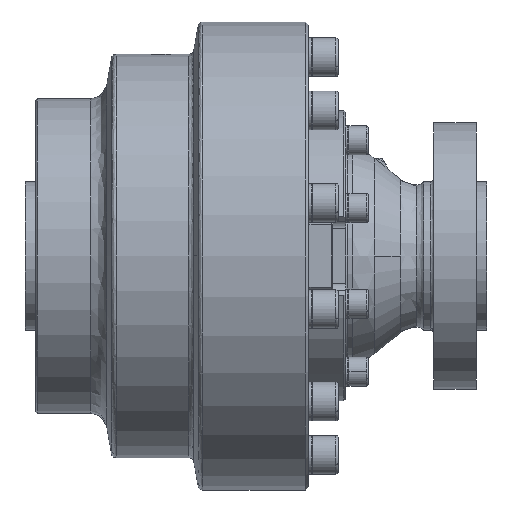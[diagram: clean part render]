
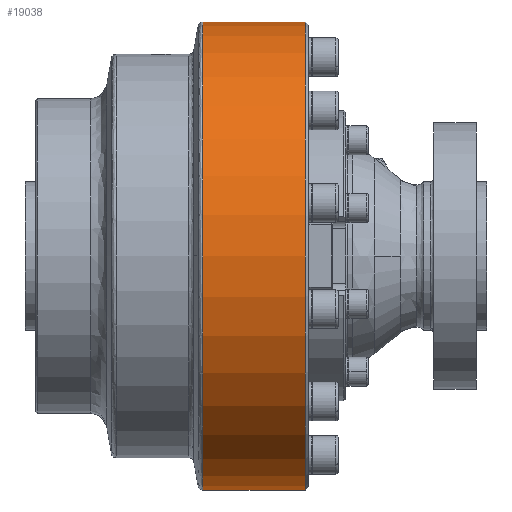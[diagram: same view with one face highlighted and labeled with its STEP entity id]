
A CAD part, front view. The second image highlights one B-rep face of the part: STEP entity #19038.
In plain terms, the highlighted cylindrical face has radius 145 mm (diameter 290 mm), a partial arc.
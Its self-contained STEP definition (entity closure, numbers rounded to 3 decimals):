
#56 = ORIENTED_EDGE ( 'NONE', *, *, #43252, .T. ) ;
#1451 = DIRECTION ( 'NONE',  ( 0., 0., 1. ) ) ;
#1507 = AXIS2_PLACEMENT_3D ( 'NONE', #38364, #30084, #1451 ) ;
#1627 = CARTESIAN_POINT ( 'NONE',  ( 111.044, 0., 145. ) ) ;
#2960 = LINE ( 'NONE', #22876, #12632 ) ;
#3711 = EDGE_CURVE ( 'NONE', #33608, #42060, #46426, .T. ) ;
#5367 = CARTESIAN_POINT ( 'NONE',  ( 111.044, 0., -145. ) ) ;
#5629 = CARTESIAN_POINT ( 'NONE',  ( 174.5, 0., 145. ) ) ;
#7538 = EDGE_CURVE ( 'NONE', #51812, #40108, #51593, .T. ) ;
#8522 = EDGE_LOOP ( 'NONE', ( #28947, #10346, #56, #49665 ) ) ;
#10346 = ORIENTED_EDGE ( 'NONE', *, *, #3711, .F. ) ;
#12632 = VECTOR ( 'NONE', #26998, 1000. ) ;
#15630 = VECTOR ( 'NONE', #19778, 1000. ) ;
#16328 = CARTESIAN_POINT ( 'NONE',  ( 111.044, 0., 0. ) ) ;
#17767 = CARTESIAN_POINT ( 'NONE',  ( 174.5, 0., -145. ) ) ;
#18706 = DIRECTION ( 'NONE',  ( 1., 0., 0. ) ) ;
#19038 = ADVANCED_FACE ( 'NONE', ( #21879 ), #49515, .T. ) ;
#19778 = DIRECTION ( 'NONE',  ( -1., 0., 0. ) ) ;
#20470 = DIRECTION ( 'NONE',  ( 0., 0., 1. ) ) ;
#21879 = FACE_OUTER_BOUND ( 'NONE', #8522, .T. ) ;
#22876 = CARTESIAN_POINT ( 'NONE',  ( 142., 0., 145. ) ) ;
#26998 = DIRECTION ( 'NONE',  ( -1., 0., 0. ) ) ;
#28947 = ORIENTED_EDGE ( 'NONE', *, *, #49223, .F. ) ;
#30084 = DIRECTION ( 'NONE',  ( -1., 0., 0. ) ) ;
#33608 = VERTEX_POINT ( 'NONE', #5629 ) ;
#38364 = CARTESIAN_POINT ( 'NONE',  ( 142., 0., 0. ) ) ;
#39338 = AXIS2_PLACEMENT_3D ( 'NONE', #16328, #45089, #20470 ) ;
#40108 = VERTEX_POINT ( 'NONE', #5367 ) ;
#42060 = VERTEX_POINT ( 'NONE', #17767 ) ;
#43252 = EDGE_CURVE ( 'NONE', #33608, #51812, #2960, .T. ) ;
#43379 = CARTESIAN_POINT ( 'NONE',  ( 174.5, 0., 0. ) ) ;
#44402 = CARTESIAN_POINT ( 'NONE',  ( 142., 0., -145. ) ) ;
#45089 = DIRECTION ( 'NONE',  ( 1., 0., 0. ) ) ;
#46426 = CIRCLE ( 'NONE', #50153, 145. ) ;
#47086 = LINE ( 'NONE', #44402, #15630 ) ;
#47460 = DIRECTION ( 'NONE',  ( 0., 0., 1. ) ) ;
#49223 = EDGE_CURVE ( 'NONE', #42060, #40108, #47086, .T. ) ;
#49515 = CYLINDRICAL_SURFACE ( 'NONE', #1507, 145. ) ;
#49665 = ORIENTED_EDGE ( 'NONE', *, *, #7538, .T. ) ;
#50153 = AXIS2_PLACEMENT_3D ( 'NONE', #43379, #18706, #47460 ) ;
#51593 = CIRCLE ( 'NONE', #39338, 145. ) ;
#51812 = VERTEX_POINT ( 'NONE', #1627 ) ;
